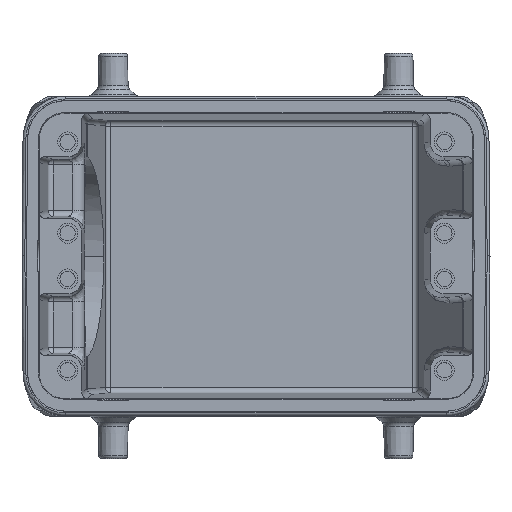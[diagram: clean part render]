
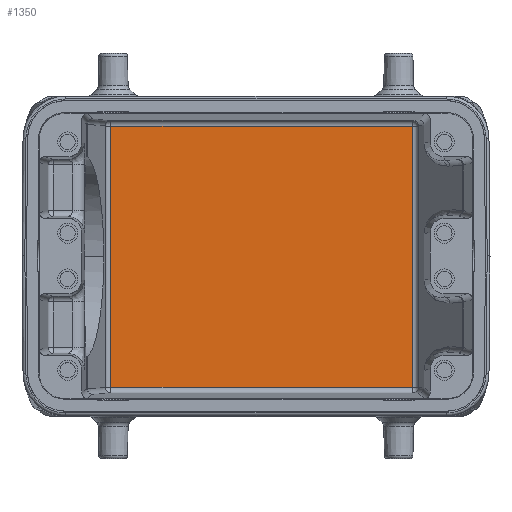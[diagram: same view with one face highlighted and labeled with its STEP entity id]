
A CAD part, top view. The second image highlights one B-rep face of the part: STEP entity #1350.
In plain terms, the highlighted planar face has unit normal (0, 0, 1).
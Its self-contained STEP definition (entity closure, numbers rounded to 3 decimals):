
#837=FACE_OUTER_BOUND('',#2541,.T.);
#1350=ADVANCED_FACE('',(#837),#1607,.T.);
#1607=PLANE('',#9569);
#2541=EDGE_LOOP('',(#5190,#5191,#5192,#5193));
#5190=ORIENTED_EDGE('',*,*,#7450,.F.);
#5191=ORIENTED_EDGE('',*,*,#7351,.F.);
#5192=ORIENTED_EDGE('',*,*,#7354,.T.);
#5193=ORIENTED_EDGE('',*,*,#7449,.T.);
#6029=VERTEX_POINT('',#15758);
#6149=VERTEX_POINT('',#17013);
#6150=VERTEX_POINT('',#17015);
#6200=VERTEX_POINT('',#17273);
#7351=EDGE_CURVE('',#6149,#6150,#8118,.T.);
#7354=EDGE_CURVE('',#6149,#6029,#8119,.T.);
#7449=EDGE_CURVE('',#6029,#6200,#8178,.T.);
#7450=EDGE_CURVE('',#6150,#6200,#8179,.T.);
#8118=LINE('',#17014,#8807);
#8119=LINE('',#17020,#8808);
#8178=LINE('',#17276,#8867);
#8179=LINE('',#17278,#8868);
#8807=VECTOR('',#11437,1.);
#8808=VECTOR('',#11446,1.);
#8867=VECTOR('',#11627,1.);
#8868=VECTOR('',#11630,1.);
#9569=AXIS2_PLACEMENT_3D('',#17279,#11631,#11632);
#11437=DIRECTION('',(0.,1.,0.));
#11446=DIRECTION('',(1.,0.,0.));
#11627=DIRECTION('',(0.,1.,0.));
#11630=DIRECTION('',(1.,0.,0.));
#11631=DIRECTION('',(0.,0.,1.));
#11632=DIRECTION('',(1.,0.,0.));
#15758=CARTESIAN_POINT('',(27.482,-22.891,-74.86));
#17013=CARTESIAN_POINT('',(-25.424,-22.891,-74.86));
#17014=CARTESIAN_POINT('',(-25.424,-22.891,-74.86));
#17015=CARTESIAN_POINT('',(-25.424,22.891,-74.86));
#17020=CARTESIAN_POINT('',(-25.424,-22.891,-74.86));
#17273=CARTESIAN_POINT('',(27.482,22.891,-74.86));
#17276=CARTESIAN_POINT('',(27.482,-22.891,-74.86));
#17278=CARTESIAN_POINT('',(-25.424,22.891,-74.86));
#17279=CARTESIAN_POINT('',(-30.759,-28.,-74.86));
